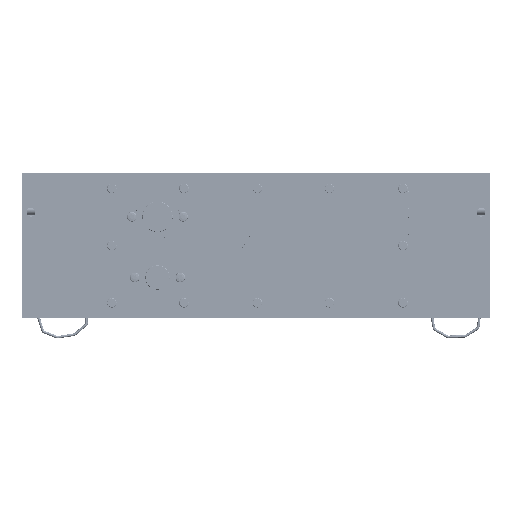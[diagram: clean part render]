
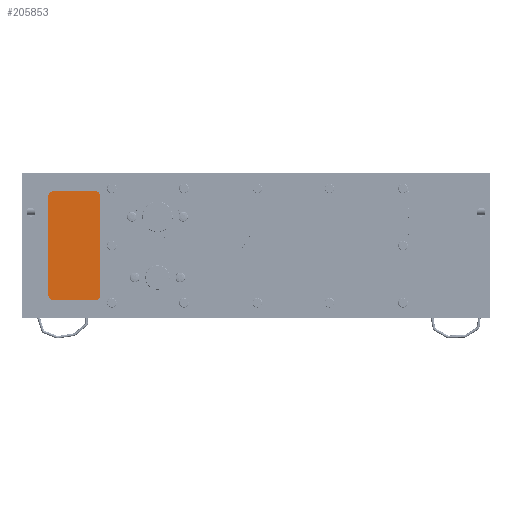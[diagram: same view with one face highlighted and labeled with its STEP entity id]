
A CAD part, front view. The second image highlights one B-rep face of the part: STEP entity #205853.
In plain terms, the highlighted planar face has unit normal (0, -1, 0).
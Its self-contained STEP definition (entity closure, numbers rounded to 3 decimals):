
#2489 = DIRECTION ( 'NONE',  ( 1., 0., 0. ) ) ;
#2787 = EDGE_CURVE ( 'NONE', #139827, #169920, #77864, .T. ) ;
#5989 = LINE ( 'NONE', #23490, #91443 ) ;
#6288 = AXIS2_PLACEMENT_3D ( 'NONE', #105570, #67173, #68318 ) ;
#14556 = PLANE ( 'NONE',  #200768 ) ;
#14796 = ORIENTED_EDGE ( 'NONE', *, *, #208624, .T. ) ;
#23490 = CARTESIAN_POINT ( 'NONE',  ( -118., -139.25, 67. ) ) ;
#25587 = DIRECTION ( 'NONE',  ( 0., 0., -1. ) ) ;
#26112 = DIRECTION ( 'NONE',  ( 0., -1., 0. ) ) ;
#26690 = CARTESIAN_POINT ( 'NONE',  ( -115., -139.25, 11. ) ) ;
#26984 = ORIENTED_EDGE ( 'NONE', *, *, #135818, .T. ) ;
#34874 = VERTEX_POINT ( 'NONE', #208821 ) ;
#36385 = DIRECTION ( 'NONE',  ( 0., 0., 1. ) ) ;
#39036 = CARTESIAN_POINT ( 'NONE',  ( -118., -139.25, 11. ) ) ;
#39849 = EDGE_CURVE ( 'NONE', #101295, #115686, #119935, .T. ) ;
#45192 = CARTESIAN_POINT ( 'NONE',  ( -115., -139.25, 70. ) ) ;
#50208 = VECTOR ( 'NONE', #190654, 1000. ) ;
#51088 = AXIS2_PLACEMENT_3D ( 'NONE', #83088, #26112, #221620 ) ;
#53689 = LINE ( 'NONE', #124724, #81932 ) ;
#56779 = AXIS2_PLACEMENT_3D ( 'NONE', #164658, #112251, #186731 ) ;
#65350 = CARTESIAN_POINT ( 'NONE',  ( -88.5, -139.25, 11. ) ) ;
#67173 = DIRECTION ( 'NONE',  ( 0., -1., 0. ) ) ;
#68318 = DIRECTION ( 'NONE',  ( 0., 0., 1. ) ) ;
#77189 = ORIENTED_EDGE ( 'NONE', *, *, #2787, .T. ) ;
#77864 = CIRCLE ( 'NONE', #218715, 3. ) ;
#78154 = DIRECTION ( 'NONE',  ( 0., 0., -1. ) ) ;
#78398 = DIRECTION ( 'NONE',  ( 0., 0., -1. ) ) ;
#81932 = VECTOR ( 'NONE', #2489, 1000. ) ;
#83088 = CARTESIAN_POINT ( 'NONE',  ( -115., -139.25, 67. ) ) ;
#83611 = LINE ( 'NONE', #45192, #50208 ) ;
#84812 = CARTESIAN_POINT ( 'NONE',  ( -91.5, -139.25, 70. ) ) ;
#91443 = VECTOR ( 'NONE', #78154, 1000. ) ;
#91638 = EDGE_CURVE ( 'NONE', #34874, #214194, #162506, .T. ) ;
#99892 = ORIENTED_EDGE ( 'NONE', *, *, #91638, .T. ) ;
#101295 = VERTEX_POINT ( 'NONE', #196590 ) ;
#105570 = CARTESIAN_POINT ( 'NONE',  ( -91.5, -139.25, 67. ) ) ;
#107573 = FACE_OUTER_BOUND ( 'NONE', #206381, .T. ) ;
#112251 = DIRECTION ( 'NONE',  ( 0., -1., 0. ) ) ;
#114228 = CIRCLE ( 'NONE', #51088, 3. ) ;
#115686 = VERTEX_POINT ( 'NONE', #65350 ) ;
#118778 = CARTESIAN_POINT ( 'NONE',  ( -118., -139.25, 67. ) ) ;
#119935 = CIRCLE ( 'NONE', #56779, 3. ) ;
#124724 = CARTESIAN_POINT ( 'NONE',  ( -115., -139.25, 8. ) ) ;
#124773 = VERTEX_POINT ( 'NONE', #214472 ) ;
#128010 = ORIENTED_EDGE ( 'NONE', *, *, #39849, .T. ) ;
#128716 = CARTESIAN_POINT ( 'NONE',  ( -115., -139.25, 8. ) ) ;
#132204 = EDGE_CURVE ( 'NONE', #115686, #34874, #140102, .T. ) ;
#133813 = DIRECTION ( 'NONE',  ( 0., -1., 0. ) ) ;
#135818 = EDGE_CURVE ( 'NONE', #124773, #144550, #114228, .T. ) ;
#139827 = VERTEX_POINT ( 'NONE', #39036 ) ;
#140102 = LINE ( 'NONE', #213418, #223773 ) ;
#144550 = VERTEX_POINT ( 'NONE', #118778 ) ;
#150273 = ORIENTED_EDGE ( 'NONE', *, *, #132204, .T. ) ;
#158881 = ORIENTED_EDGE ( 'NONE', *, *, #179451, .T. ) ;
#162506 = CIRCLE ( 'NONE', #6288, 3. ) ;
#163831 = ORIENTED_EDGE ( 'NONE', *, *, #179969, .T. ) ;
#164658 = CARTESIAN_POINT ( 'NONE',  ( -91.5, -139.25, 11. ) ) ;
#169920 = VERTEX_POINT ( 'NONE', #128716 ) ;
#179451 = EDGE_CURVE ( 'NONE', #214194, #124773, #83611, .T. ) ;
#179969 = EDGE_CURVE ( 'NONE', #144550, #139827, #5989, .T. ) ;
#182012 = DIRECTION ( 'NONE',  ( 0., -1., 0. ) ) ;
#186731 = DIRECTION ( 'NONE',  ( 0., 0., -1. ) ) ;
#190654 = DIRECTION ( 'NONE',  ( -1., 0., 0. ) ) ;
#196590 = CARTESIAN_POINT ( 'NONE',  ( -91.5, -139.25, 8. ) ) ;
#200768 = AXIS2_PLACEMENT_3D ( 'NONE', #212339, #182012, #78398 ) ;
#205853 = ADVANCED_FACE ( 'NONE', ( #107573 ), #14556, .T. ) ;
#206381 = EDGE_LOOP ( 'NONE', ( #128010, #150273, #99892, #158881, #26984, #163831, #77189, #14796 ) ) ;
#208624 = EDGE_CURVE ( 'NONE', #169920, #101295, #53689, .T. ) ;
#208821 = CARTESIAN_POINT ( 'NONE',  ( -88.5, -139.25, 67. ) ) ;
#212339 = CARTESIAN_POINT ( 'NONE',  ( -91.5, -139.25, 11. ) ) ;
#213418 = CARTESIAN_POINT ( 'NONE',  ( -88.5, -139.25, 67. ) ) ;
#214194 = VERTEX_POINT ( 'NONE', #84812 ) ;
#214472 = CARTESIAN_POINT ( 'NONE',  ( -115., -139.25, 70. ) ) ;
#218715 = AXIS2_PLACEMENT_3D ( 'NONE', #26690, #133813, #25587 ) ;
#221620 = DIRECTION ( 'NONE',  ( 0., 0., -1. ) ) ;
#223773 = VECTOR ( 'NONE', #36385, 1000. ) ;
